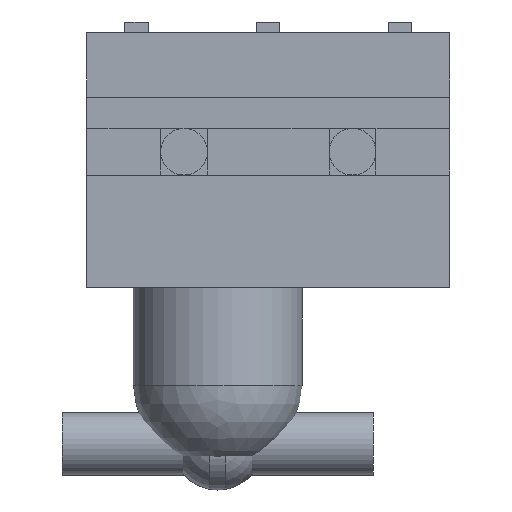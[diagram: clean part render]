
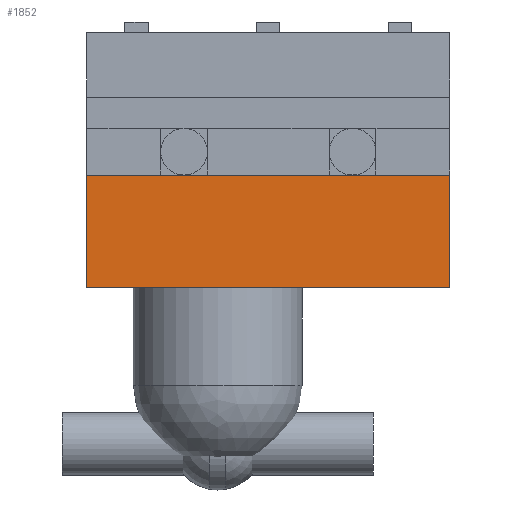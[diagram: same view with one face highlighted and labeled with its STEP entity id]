
A CAD part, left-side view. The second image highlights one B-rep face of the part: STEP entity #1852.
In plain terms, the highlighted planar face has unit normal (-1, 0, 0).
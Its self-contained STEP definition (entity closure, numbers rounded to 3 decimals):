
#147=LINE('',#2883,#326);
#173=LINE('',#2940,#352);
#174=LINE('',#2942,#353);
#175=LINE('',#2943,#354);
#326=VECTOR('',#2287,10.);
#352=VECTOR('',#2341,10.);
#353=VECTOR('',#2342,10.);
#354=VECTOR('',#2343,10.);
#538=FACE_OUTER_BOUND('',#648,.T.);
#648=EDGE_LOOP('',(#1324,#1325,#1326,#1327));
#823=VERTEX_POINT('',#2881);
#824=VERTEX_POINT('',#2882);
#841=VERTEX_POINT('',#2939);
#842=VERTEX_POINT('',#2941);
#997=EDGE_CURVE('',#823,#824,#147,.T.);
#1027=EDGE_CURVE('',#824,#841,#173,.T.);
#1028=EDGE_CURVE('',#841,#842,#174,.T.);
#1029=EDGE_CURVE('',#842,#823,#175,.T.);
#1324=ORIENTED_EDGE('',*,*,#997,.T.);
#1325=ORIENTED_EDGE('',*,*,#1027,.T.);
#1326=ORIENTED_EDGE('',*,*,#1028,.T.);
#1327=ORIENTED_EDGE('',*,*,#1029,.T.);
#1772=PLANE('',#2050);
#1852=ADVANCED_FACE('',(#538),#1772,.T.);
#2050=AXIS2_PLACEMENT_3D('',#2938,#2339,#2340);
#2287=DIRECTION('',(0.,1.,0.));
#2339=DIRECTION('center_axis',(-1.,0.,0.));
#2340=DIRECTION('ref_axis',(0.,0.,1.));
#2341=DIRECTION('',(0.,0.,-1.));
#2342=DIRECTION('',(0.,-1.,0.));
#2343=DIRECTION('',(0.,0.,1.));
#2881=CARTESIAN_POINT('',(-3.427,-16.45,17.865));
#2882=CARTESIAN_POINT('',(-3.427,-2.45,17.865));
#2883=CARTESIAN_POINT('',(-3.427,-7.425,17.865));
#2938=CARTESIAN_POINT('Origin',(-3.427,-3.05,0.25));
#2939=CARTESIAN_POINT('',(-3.427,-2.45,13.515));
#2940=CARTESIAN_POINT('',(-3.427,-2.45,20.265));
#2941=CARTESIAN_POINT('',(-3.427,-16.45,13.515));
#2942=CARTESIAN_POINT('',(-3.427,-9.45,13.515));
#2943=CARTESIAN_POINT('',(-3.427,-16.45,0.25));
